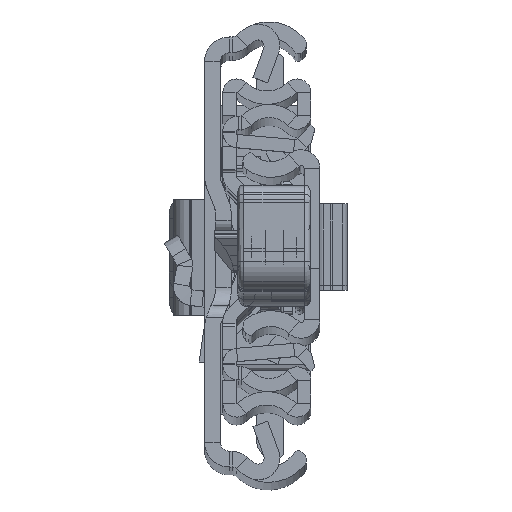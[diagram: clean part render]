
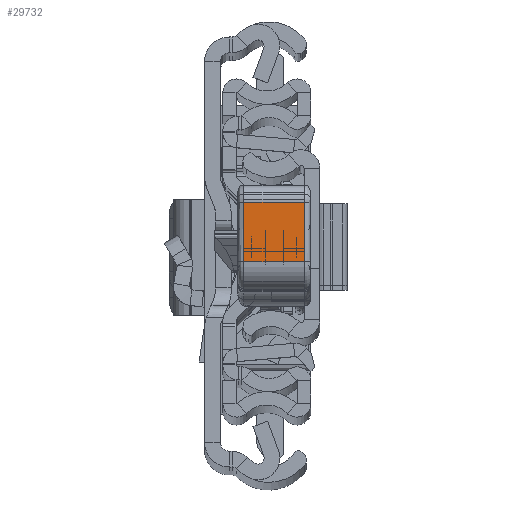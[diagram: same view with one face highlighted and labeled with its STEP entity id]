
A CAD part, top view. The second image highlights one B-rep face of the part: STEP entity #29732.
In plain terms, the highlighted face is planar.
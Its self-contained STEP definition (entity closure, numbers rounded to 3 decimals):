
#571 = VERTEX_POINT ( 'NONE', #37608 ) ;
#2446 = LINE ( 'NONE', #14170, #31452 ) ;
#3466 = CARTESIAN_POINT ( 'NONE',  ( 39.55, -12.274, 0. ) ) ;
#4510 = EDGE_CURVE ( 'NONE', #15216, #571, #7672, .T. ) ;
#5828 = VECTOR ( 'NONE', #30834, 1000. ) ;
#6884 = CARTESIAN_POINT ( 'NONE',  ( 39.55, -12.274, -10. ) ) ;
#7672 = LINE ( 'NONE', #6884, #14963 ) ;
#8797 = DIRECTION ( 'NONE',  ( 0.027, 1., 0. ) ) ;
#10799 = EDGE_CURVE ( 'NONE', #34172, #15216, #35506, .T. ) ;
#10867 = AXIS2_PLACEMENT_3D ( 'NONE', #37365, #29267, #25416 ) ;
#12545 = LINE ( 'NONE', #18506, #5828 ) ;
#13786 = ORIENTED_EDGE ( 'NONE', *, *, #10799, .F. ) ;
#14170 = CARTESIAN_POINT ( 'NONE',  ( 39.55, -12.274, 0. ) ) ;
#14725 = EDGE_LOOP ( 'NONE', ( #36646, #29226, #13786, #19722 ) ) ;
#14963 = VECTOR ( 'NONE', #30961, 1000. ) ;
#15216 = VERTEX_POINT ( 'NONE', #32198 ) ;
#16197 = VECTOR ( 'NONE', #35250, 1000. ) ;
#16923 = EDGE_CURVE ( 'NONE', #571, #36180, #12545, .T. ) ;
#17503 = PLANE ( 'NONE',  #10867 ) ;
#18506 = CARTESIAN_POINT ( 'NONE',  ( 39.55, -12.274, -11. ) ) ;
#19722 = ORIENTED_EDGE ( 'NONE', *, *, #34872, .F. ) ;
#23493 = CARTESIAN_POINT ( 'NONE',  ( 39.818, -2.465, -11. ) ) ;
#25416 = DIRECTION ( 'NONE',  ( -0.027, -1., 0. ) ) ;
#29226 = ORIENTED_EDGE ( 'NONE', *, *, #4510, .F. ) ;
#29267 = DIRECTION ( 'NONE',  ( -1., 0.027, 0. ) ) ;
#29352 = CARTESIAN_POINT ( 'NONE',  ( 39.818, -2.465, 0. ) ) ;
#29732 = ADVANCED_FACE ( 'NONE', ( #37543 ), #17503, .F. ) ;
#30834 = DIRECTION ( 'NONE',  ( 0., 0., 1. ) ) ;
#30961 = DIRECTION ( 'NONE',  ( -0.027, -1., 0. ) ) ;
#31452 = VECTOR ( 'NONE', #8797, 1000. ) ;
#32198 = CARTESIAN_POINT ( 'NONE',  ( 39.818, -2.465, -10. ) ) ;
#34172 = VERTEX_POINT ( 'NONE', #29352 ) ;
#34872 = EDGE_CURVE ( 'NONE', #36180, #34172, #2446, .T. ) ;
#35250 = DIRECTION ( 'NONE',  ( 0., 0., -1. ) ) ;
#35506 = LINE ( 'NONE', #23493, #16197 ) ;
#36180 = VERTEX_POINT ( 'NONE', #3466 ) ;
#36646 = ORIENTED_EDGE ( 'NONE', *, *, #16923, .F. ) ;
#37365 = CARTESIAN_POINT ( 'NONE',  ( 39.55, -12.274, -11. ) ) ;
#37543 = FACE_OUTER_BOUND ( 'NONE', #14725, .T. ) ;
#37608 = CARTESIAN_POINT ( 'NONE',  ( 39.55, -12.274, -10. ) ) ;
